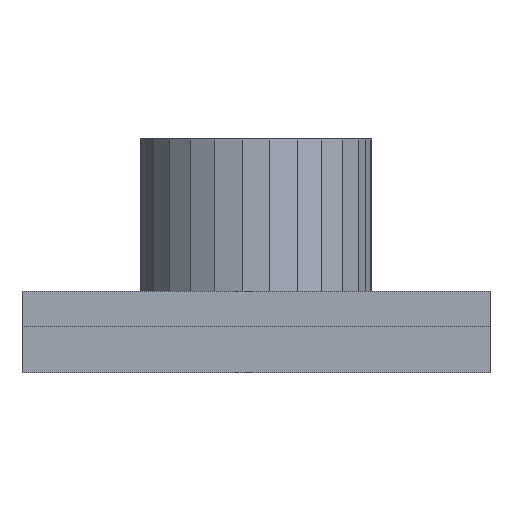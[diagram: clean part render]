
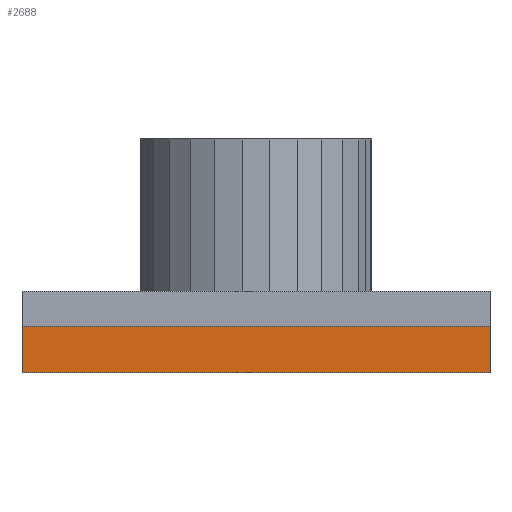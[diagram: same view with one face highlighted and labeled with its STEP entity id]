
A CAD part, front view. The second image highlights one B-rep face of the part: STEP entity #2688.
In plain terms, the highlighted planar face has unit normal (0, -1, 0).
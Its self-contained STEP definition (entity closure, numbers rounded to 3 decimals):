
#99=FACE_OUTER_BOUND('',#235,.T.);
#235=EDGE_LOOP('',(#2254,#2255,#2256,#2257));
#502=LINE('',#3982,#886);
#559=LINE('',#4097,#943);
#561=LINE('',#4101,#945);
#563=LINE('',#4104,#947);
#886=VECTOR('',#3257,1.);
#943=VECTOR('',#3316,1.);
#945=VECTOR('',#3320,1.);
#947=VECTOR('',#3324,1.);
#1202=VERTEX_POINT('',#3978);
#1203=VERTEX_POINT('',#3980);
#1260=VERTEX_POINT('',#4096);
#1261=VERTEX_POINT('',#4100);
#1532=EDGE_CURVE('',#1202,#1203,#502,.T.);
#1589=EDGE_CURVE('',#1202,#1260,#559,.T.);
#1591=EDGE_CURVE('',#1203,#1261,#561,.T.);
#1593=EDGE_CURVE('',#1260,#1261,#563,.T.);
#2254=ORIENTED_EDGE('',*,*,#1532,.T.);
#2255=ORIENTED_EDGE('',*,*,#1591,.T.);
#2256=ORIENTED_EDGE('',*,*,#1593,.F.);
#2257=ORIENTED_EDGE('',*,*,#1589,.F.);
#2556=PLANE('',#2836);
#2688=ADVANCED_FACE('',(#99),#2556,.F.);
#2836=AXIS2_PLACEMENT_3D('',#4217,#3381,#3382);
#3257=DIRECTION('',(1.,0.,0.));
#3316=DIRECTION('',(0.,0.,1.));
#3320=DIRECTION('',(0.,0.,1.));
#3324=DIRECTION('',(1.,0.,0.));
#3381=DIRECTION('center_axis',(0.,1.,0.));
#3382=DIRECTION('ref_axis',(0.,0.,1.));
#3978=CARTESIAN_POINT('',(-20.,-16.,0.));
#3980=CARTESIAN_POINT('',(20.,-16.,0.));
#3982=CARTESIAN_POINT('',(-20.,-16.,0.));
#4096=CARTESIAN_POINT('',(-20.,-16.,4.));
#4097=CARTESIAN_POINT('',(-20.,-16.,0.));
#4100=CARTESIAN_POINT('',(20.,-16.,4.));
#4101=CARTESIAN_POINT('',(20.,-16.,0.));
#4104=CARTESIAN_POINT('',(-20.,-16.,4.));
#4217=CARTESIAN_POINT('Origin',(-20.,-16.,0.));
